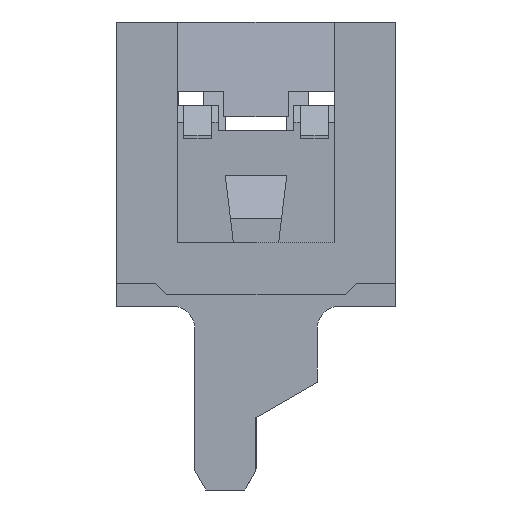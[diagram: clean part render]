
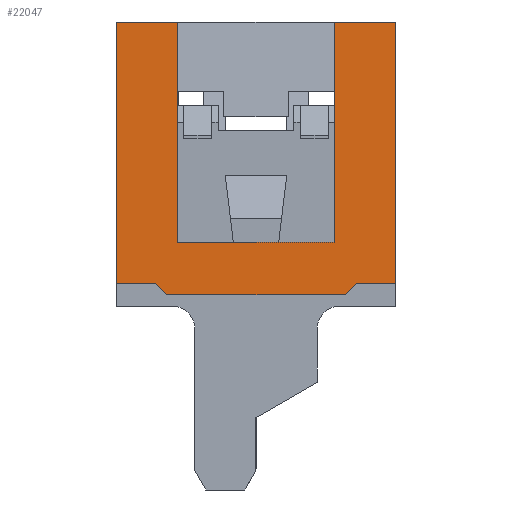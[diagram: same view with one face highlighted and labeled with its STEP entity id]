
A CAD part, left-side view. The second image highlights one B-rep face of the part: STEP entity #22047.
In plain terms, the highlighted planar face has unit normal (-1, 0, 0).
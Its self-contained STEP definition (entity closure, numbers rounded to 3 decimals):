
#10599=DIRECTION('',(0.,1.,0.));
#10600=VECTOR('',#10599,0.7);
#10601=CARTESIAN_POINT('',(-8.04,-2.5,0.4));
#10602=LINE('',#10601,#10600);
#10620=DIRECTION('',(0.,0.,-1.));
#10621=VECTOR('',#10620,3.95);
#10622=CARTESIAN_POINT('',(-8.04,-1.4,5.1));
#10623=LINE('',#10622,#10621);
#10627=DIRECTION('',(0.,1.,0.));
#10628=VECTOR('',#10627,1.1);
#10629=CARTESIAN_POINT('',(-8.04,-2.5,5.1));
#10630=LINE('',#10629,#10628);
#10634=DIRECTION('',(0.,0.,1.));
#10635=VECTOR('',#10634,4.7);
#10636=CARTESIAN_POINT('',(-8.04,-2.5,0.4));
#10637=LINE('',#10636,#10635);
#10641=DIRECTION('',(0.,-0.707,0.707));
#10642=VECTOR('',#10641,0.283);
#10643=CARTESIAN_POINT('',(-8.04,-1.6,0.2));
#10644=LINE('',#10643,#10642);
#10648=DIRECTION('',(0.,-0.707,-0.707));
#10649=VECTOR('',#10648,0.283);
#10650=CARTESIAN_POINT('',(-8.04,1.8,0.4));
#10651=LINE('',#10650,#10649);
#10655=DIRECTION('',(0.,0.,-1.));
#10656=VECTOR('',#10655,4.7);
#10657=CARTESIAN_POINT('',(-8.04,2.5,5.1));
#10658=LINE('',#10657,#10656);
#10662=DIRECTION('',(0.,1.,0.));
#10663=VECTOR('',#10662,1.1);
#10664=CARTESIAN_POINT('',(-8.04,1.4,5.1));
#10665=LINE('',#10664,#10663);
#10669=DIRECTION('',(0.,0.,1.));
#10670=VECTOR('',#10669,3.95);
#10671=CARTESIAN_POINT('',(-8.04,1.4,1.15));
#10672=LINE('',#10671,#10670);
#10676=DIRECTION('',(0.,1.,0.));
#10677=VECTOR('',#10676,2.8);
#10678=CARTESIAN_POINT('',(-8.04,-1.4,1.15));
#10679=LINE('',#10678,#10677);
#10816=DIRECTION('',(0.,1.,0.));
#10817=VECTOR('',#10816,3.2);
#10818=CARTESIAN_POINT('',(-8.04,-1.6,0.2));
#10819=LINE('',#10818,#10817);
#10844=DIRECTION('',(0.,1.,0.));
#10845=VECTOR('',#10844,0.7);
#10846=CARTESIAN_POINT('',(-8.04,1.8,0.4));
#10847=LINE('',#10846,#10845);
#12096=CARTESIAN_POINT('',(-8.04,-1.4,5.1));
#12097=VERTEX_POINT('',#12096);
#12098=CARTESIAN_POINT('',(-8.04,-1.4,1.15));
#12099=VERTEX_POINT('',#12098);
#12120=CARTESIAN_POINT('',(-8.04,1.4,1.15));
#12121=VERTEX_POINT('',#12120);
#12122=CARTESIAN_POINT('',(-8.04,1.4,5.1));
#12123=VERTEX_POINT('',#12122);
#12132=CARTESIAN_POINT('',(-8.04,2.5,5.1));
#12133=VERTEX_POINT('',#12132);
#12142=CARTESIAN_POINT('',(-8.04,-2.5,5.1));
#12143=VERTEX_POINT('',#12142);
#12364=CARTESIAN_POINT('',(-8.04,2.5,0.4));
#12365=VERTEX_POINT('',#12364);
#12633=CARTESIAN_POINT('',(-8.04,-2.5,0.4));
#12634=VERTEX_POINT('',#12633);
#13934=CARTESIAN_POINT('',(-8.04,-1.8,0.4));
#13935=VERTEX_POINT('',#13934);
#13936=CARTESIAN_POINT('',(-8.04,-1.6,0.2));
#13937=VERTEX_POINT('',#13936);
#13938=CARTESIAN_POINT('',(-8.04,1.6,0.2));
#13939=VERTEX_POINT('',#13938);
#13940=CARTESIAN_POINT('',(-8.04,1.8,0.4));
#13941=VERTEX_POINT('',#13940);
#22021=CARTESIAN_POINT('',(-8.04,0.,2.65));
#22022=DIRECTION('',(-1.,0.,0.));
#22023=DIRECTION('',(0.,0.,-1.));
#22024=AXIS2_PLACEMENT_3D('',#22021,#22022,#22023);
#22025=PLANE('',#22024);
#22027=ORIENTED_EDGE('',*,*,#22026,.F.);
#22028=ORIENTED_EDGE('',*,*,#15389,.F.);
#22029=ORIENTED_EDGE('',*,*,#21917,.F.);
#22030=ORIENTED_EDGE('',*,*,#22012,.T.);
#22032=ORIENTED_EDGE('',*,*,#22031,.F.);
#22034=ORIENTED_EDGE('',*,*,#22033,.T.);
#22036=ORIENTED_EDGE('',*,*,#22035,.F.);
#22038=ORIENTED_EDGE('',*,*,#22037,.T.);
#22039=ORIENTED_EDGE('',*,*,#16557,.F.);
#22040=ORIENTED_EDGE('',*,*,#15365,.F.);
#22042=ORIENTED_EDGE('',*,*,#22041,.F.);
#22044=ORIENTED_EDGE('',*,*,#22043,.F.);
#22045=EDGE_LOOP('',(#22027,#22028,#22029,#22030,#22032,#22034,#22036,#22038,
#22039,#22040,#22042,#22044));
#22046=FACE_OUTER_BOUND('',#22045,.F.);
#22047=ADVANCED_FACE('',(#22046),#22025,.T.);
#15365=EDGE_CURVE('',#12123,#12133,#10665,.T.);
#15389=EDGE_CURVE('',#12143,#12097,#10630,.T.);
#16557=EDGE_CURVE('',#12133,#12365,#10658,.T.);
#21917=EDGE_CURVE('',#12634,#12143,#10637,.T.);
#22012=EDGE_CURVE('',#12634,#13935,#10602,.T.);
#22026=EDGE_CURVE('',#12097,#12099,#10623,.T.);
#22031=EDGE_CURVE('',#13937,#13935,#10644,.T.);
#22033=EDGE_CURVE('',#13937,#13939,#10819,.T.);
#22035=EDGE_CURVE('',#13941,#13939,#10651,.T.);
#22037=EDGE_CURVE('',#13941,#12365,#10847,.T.);
#22041=EDGE_CURVE('',#12121,#12123,#10672,.T.);
#22043=EDGE_CURVE('',#12099,#12121,#10679,.T.);
